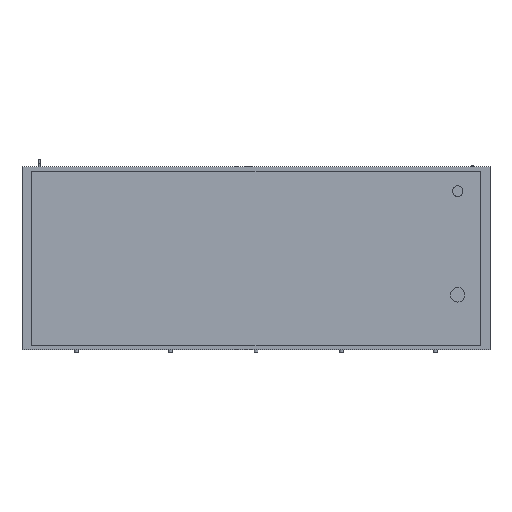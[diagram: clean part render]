
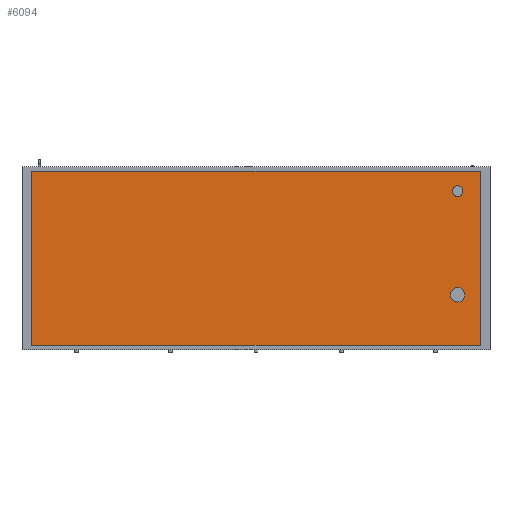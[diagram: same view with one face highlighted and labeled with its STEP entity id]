
A CAD part, front view. The second image highlights one B-rep face of the part: STEP entity #6094.
In plain terms, the highlighted planar face has unit normal (0, -1, 0).
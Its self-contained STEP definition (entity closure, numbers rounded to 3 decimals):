
#362=FACE_OUTER_BOUND('',#763,.T.);
#763=EDGE_LOOP('',(#4089,#4090,#4091,#4092));
#1181=LINE('',#8977,#1897);
#1184=LINE('',#8982,#1900);
#1187=LINE('',#8987,#1903);
#1188=LINE('',#8989,#1904);
#1897=VECTOR('',#7156,10.);
#1900=VECTOR('',#7161,10.);
#1903=VECTOR('',#7166,10.);
#1904=VECTOR('',#7169,10.);
#2605=VERTEX_POINT('',#8975);
#2606=VERTEX_POINT('',#8976);
#2607=VERTEX_POINT('',#8981);
#2608=VERTEX_POINT('',#8985);
#3189=EDGE_CURVE('',#2605,#2606,#1181,.T.);
#3192=EDGE_CURVE('',#2607,#2606,#1184,.T.);
#3195=EDGE_CURVE('',#2605,#2608,#1187,.T.);
#3196=EDGE_CURVE('',#2607,#2608,#1188,.T.);
#4089=ORIENTED_EDGE('',*,*,#3195,.T.);
#4090=ORIENTED_EDGE('',*,*,#3196,.F.);
#4091=ORIENTED_EDGE('',*,*,#3192,.T.);
#4092=ORIENTED_EDGE('',*,*,#3189,.F.);
#5767=PLANE('',#6569);
#6094=ADVANCED_FACE('',(#362),#5767,.T.);
#6569=AXIS2_PLACEMENT_3D('',#8988,#7167,#7168);
#7156=DIRECTION('',(0.,0.,1.));
#7161=DIRECTION('',(-1.,0.,0.));
#7166=DIRECTION('',(1.,0.,0.));
#7167=DIRECTION('center_axis',(0.,-1.,0.));
#7168=DIRECTION('ref_axis',(0.,0.,-1.));
#7169=DIRECTION('',(0.,0.,-1.));
#8975=CARTESIAN_POINT('',(-850.,-185.,-330.));
#8976=CARTESIAN_POINT('',(-850.,-185.,330.));
#8977=CARTESIAN_POINT('',(-850.,-185.,330.));
#8981=CARTESIAN_POINT('',(850.,-185.,330.));
#8982=CARTESIAN_POINT('',(0.,-185.,330.));
#8985=CARTESIAN_POINT('',(850.,-185.,-330.));
#8987=CARTESIAN_POINT('',(0.,-185.,-330.));
#8988=CARTESIAN_POINT('Origin',(0.,-185.,330.));
#8989=CARTESIAN_POINT('',(850.,-185.,330.));
